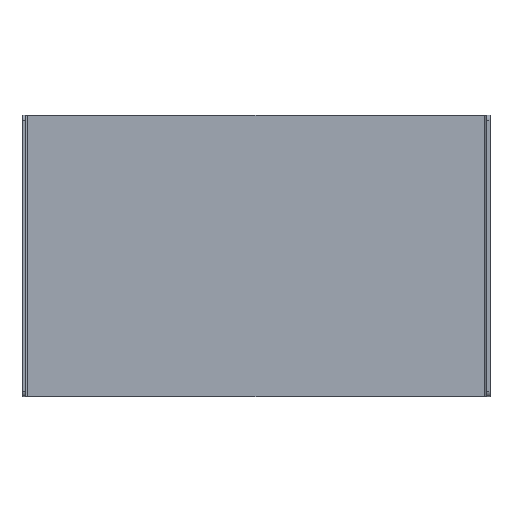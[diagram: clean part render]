
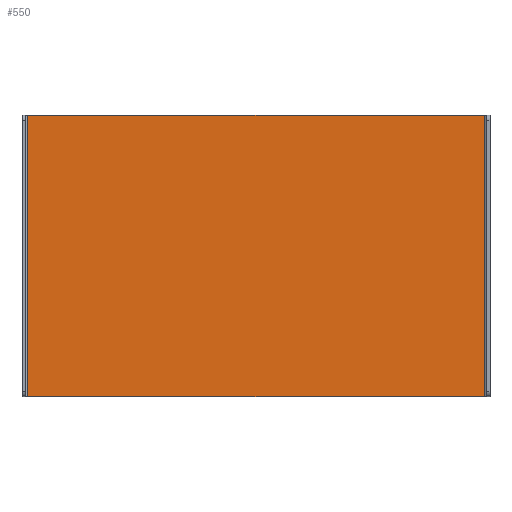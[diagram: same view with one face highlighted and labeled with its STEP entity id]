
A CAD part, top view. The second image highlights one B-rep face of the part: STEP entity #550.
In plain terms, the highlighted planar face has unit normal (0, 0, 1).
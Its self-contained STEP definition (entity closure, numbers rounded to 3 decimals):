
#42=PLANE('',#624);
#74=FACE_OUTER_BOUND('',#118,.T.);
#118=EDGE_LOOP('',(#495,#496,#497,#498));
#152=LINE('',#903,#198);
#158=LINE('',#923,#204);
#163=LINE('',#939,#209);
#165=LINE('',#942,#211);
#198=VECTOR('',#736,10.);
#204=VECTOR('',#762,10.);
#209=VECTOR('',#785,10.);
#211=VECTOR('',#789,10.);
#277=VERTEX_POINT('',#900);
#278=VERTEX_POINT('',#902);
#281=VERTEX_POINT('',#920);
#282=VERTEX_POINT('',#922);
#337=EDGE_CURVE('',#278,#277,#152,.T.);
#347=EDGE_CURVE('',#282,#281,#158,.T.);
#355=EDGE_CURVE('',#278,#281,#163,.T.);
#357=EDGE_CURVE('',#282,#277,#165,.T.);
#495=ORIENTED_EDGE('',*,*,#337,.T.);
#496=ORIENTED_EDGE('',*,*,#357,.F.);
#497=ORIENTED_EDGE('',*,*,#347,.T.);
#498=ORIENTED_EDGE('',*,*,#355,.F.);
#550=ADVANCED_FACE('',(#74),#42,.F.);
#624=AXIS2_PLACEMENT_3D('',#941,#787,#788);
#736=DIRECTION('',(0.,-1.,0.));
#762=DIRECTION('',(0.,1.,0.));
#785=DIRECTION('',(1.,0.,0.));
#787=DIRECTION('center_axis',(0.,0.,-1.));
#788=DIRECTION('ref_axis',(-1.,0.,0.));
#789=DIRECTION('',(-1.,0.,0.));
#900=CARTESIAN_POINT('',(-69.338,-42.77,1.02));
#902=CARTESIAN_POINT('',(-69.338,42.77,1.02));
#903=CARTESIAN_POINT('',(-69.338,-21.385,1.02));
#920=CARTESIAN_POINT('',(69.338,42.77,1.02));
#922=CARTESIAN_POINT('',(69.338,-42.77,1.02));
#923=CARTESIAN_POINT('',(69.338,21.385,1.02));
#939=CARTESIAN_POINT('',(-70.1,42.77,1.02));
#941=CARTESIAN_POINT('Origin',(0.,0.,1.02));
#942=CARTESIAN_POINT('',(70.1,-42.77,1.02));
